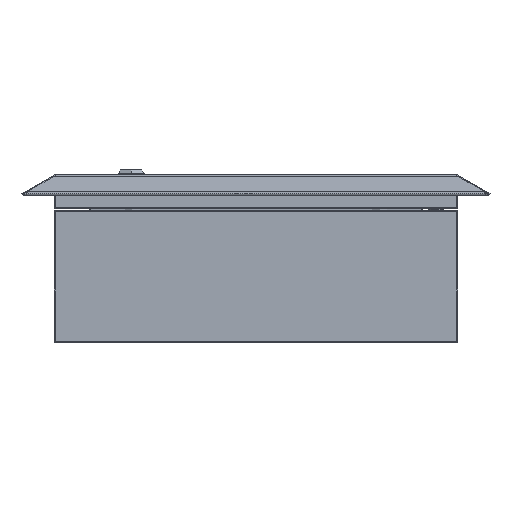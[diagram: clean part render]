
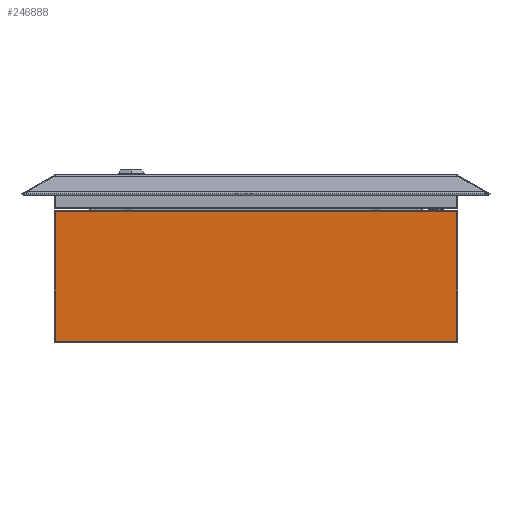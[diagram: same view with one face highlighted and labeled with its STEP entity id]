
A CAD part, front view. The second image highlights one B-rep face of the part: STEP entity #246888.
In plain terms, the highlighted planar face has unit normal (0, -1, 0).
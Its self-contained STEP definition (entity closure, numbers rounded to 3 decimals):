
#362 = VERTEX_POINT ( 'NONE', #368238 ) ;
#11751 = VERTEX_POINT ( 'NONE', #370917 ) ;
#24110 = ORIENTED_EDGE ( 'NONE', *, *, #192692, .T. ) ;
#25389 = LINE ( 'NONE', #371362, #337490 ) ;
#28569 = DIRECTION ( 'NONE',  ( 1., 0., 0. ) ) ;
#73114 = ORIENTED_EDGE ( 'NONE', *, *, #450702, .F. ) ;
#103997 = DIRECTION ( 'NONE',  ( 0., 0., -1. ) ) ;
#109084 = PLANE ( 'NONE',  #378064 ) ;
#116356 = ORIENTED_EDGE ( 'NONE', *, *, #428663, .T. ) ;
#129432 = CARTESIAN_POINT ( 'NONE',  ( -313.855, -518.78, 452.119 ) ) ;
#148021 = DIRECTION ( 'NONE',  ( 0., 1., 0. ) ) ;
#160719 = VECTOR ( 'NONE', #103997, 1000. ) ;
#192692 = EDGE_CURVE ( 'NONE', #429749, #362, #348273, .T. ) ;
#201766 = DIRECTION ( 'NONE',  ( 1., 0., 0. ) ) ;
#211771 = CARTESIAN_POINT ( 'NONE',  ( 1.145, -518.78, 458.576 ) ) ;
#235098 = EDGE_LOOP ( 'NONE', ( #24110, #319111, #73114, #116356 ) ) ;
#242474 = VERTEX_POINT ( 'NONE', #384264 ) ;
#242911 = CARTESIAN_POINT ( 'NONE',  ( -156.355, -518.78, 452.119 ) ) ;
#246888 = ADVANCED_FACE ( 'NONE', ( #349817 ), #109084, .F. ) ;
#262369 = CARTESIAN_POINT ( 'NONE',  ( -156.355, -518.78, 554.919 ) ) ;
#264172 = LINE ( 'NONE', #211771, #160719 ) ;
#270530 = DIRECTION ( 'NONE',  ( 0., 0., -1. ) ) ;
#278564 = VECTOR ( 'NONE', #201766, 1000. ) ;
#287833 = DIRECTION ( 'NONE',  ( 0., 0., 1. ) ) ;
#319111 = ORIENTED_EDGE ( 'NONE', *, *, #381206, .F. ) ;
#324369 = CARTESIAN_POINT ( 'NONE',  ( -156.355, -518.78, 452.919 ) ) ;
#337490 = VECTOR ( 'NONE', #270530, 1000. ) ;
#348273 = LINE ( 'NONE', #242911, #278564 ) ;
#349817 = FACE_OUTER_BOUND ( 'NONE', #235098, .T. ) ;
#368238 = CARTESIAN_POINT ( 'NONE',  ( 1.145, -518.78, 452.119 ) ) ;
#370917 = CARTESIAN_POINT ( 'NONE',  ( 1.145, -518.78, 554.919 ) ) ;
#371362 = CARTESIAN_POINT ( 'NONE',  ( -313.855, -518.78, 458.576 ) ) ;
#374539 = LINE ( 'NONE', #262369, #386031 ) ;
#378064 = AXIS2_PLACEMENT_3D ( 'NONE', #324369, #148021, #287833 ) ;
#381206 = EDGE_CURVE ( 'NONE', #11751, #362, #264172, .T. ) ;
#384264 = CARTESIAN_POINT ( 'NONE',  ( -313.855, -518.78, 554.919 ) ) ;
#386031 = VECTOR ( 'NONE', #28569, 1000. ) ;
#428663 = EDGE_CURVE ( 'NONE', #242474, #429749, #25389, .T. ) ;
#429749 = VERTEX_POINT ( 'NONE', #129432 ) ;
#450702 = EDGE_CURVE ( 'NONE', #242474, #11751, #374539, .T. ) ;
